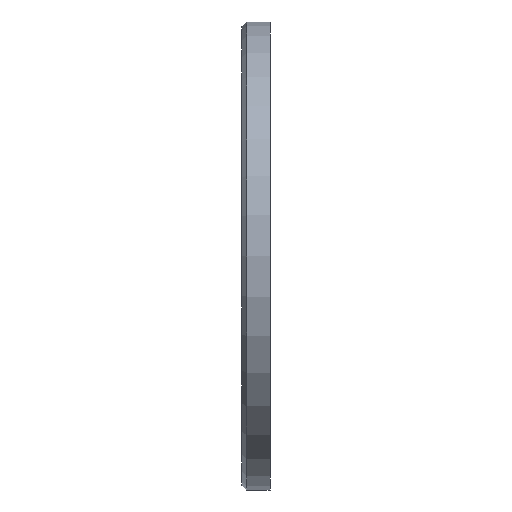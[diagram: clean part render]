
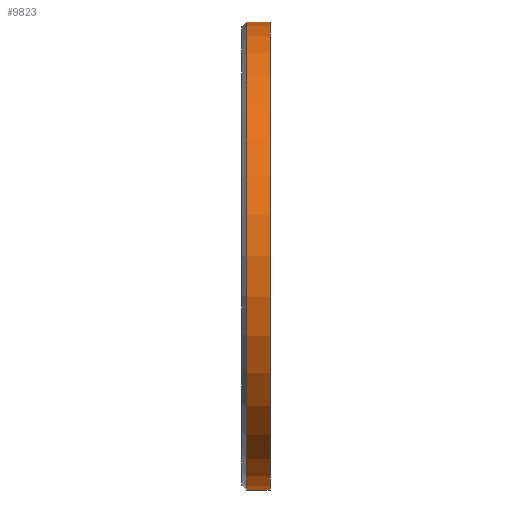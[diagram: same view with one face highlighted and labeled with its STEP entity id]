
A CAD part, left-side view. The second image highlights one B-rep face of the part: STEP entity #9823.
In plain terms, the highlighted cylindrical face has radius 50 mm (diameter 100 mm), a partial arc.
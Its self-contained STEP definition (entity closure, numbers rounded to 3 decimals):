
#54 = CARTESIAN_POINT ( 'NONE',  ( 0., 0., 50. ) ) ;
#102 = VERTEX_POINT ( 'NONE', #3927 ) ;
#571 = VERTEX_POINT ( 'NONE', #8423 ) ;
#1228 = AXIS2_PLACEMENT_3D ( 'NONE', #12401, #5786, #3621 ) ;
#1276 = AXIS2_PLACEMENT_3D ( 'NONE', #9150, #4874, #1506 ) ;
#1447 = VERTEX_POINT ( 'NONE', #14139 ) ;
#1505 = FACE_OUTER_BOUND ( 'NONE', #14314, .T. ) ;
#1506 = DIRECTION ( 'NONE',  ( 0., 0., 1. ) ) ;
#2604 = DIRECTION ( 'NONE',  ( 0., -1., 0. ) ) ;
#3210 = EDGE_CURVE ( 'NONE', #571, #3782, #11813, .T. ) ;
#3507 = ORIENTED_EDGE ( 'NONE', *, *, #3210, .F. ) ;
#3621 = DIRECTION ( 'NONE',  ( 0., 0., 1. ) ) ;
#3782 = VERTEX_POINT ( 'NONE', #54 ) ;
#3878 = LINE ( 'NONE', #4395, #12734 ) ;
#3927 = CARTESIAN_POINT ( 'NONE',  ( 0., 0., -50. ) ) ;
#4395 = CARTESIAN_POINT ( 'NONE',  ( 0., 6., -50. ) ) ;
#4874 = DIRECTION ( 'NONE',  ( 0., -1., 0. ) ) ;
#5786 = DIRECTION ( 'NONE',  ( 0., 1., 0. ) ) ;
#7444 = EDGE_CURVE ( 'NONE', #1447, #102, #3878, .T. ) ;
#8423 = CARTESIAN_POINT ( 'NONE',  ( 0., 5., 50. ) ) ;
#8682 = AXIS2_PLACEMENT_3D ( 'NONE', #11386, #2604, #9215 ) ;
#8821 = CYLINDRICAL_SURFACE ( 'NONE', #8682, 50. ) ;
#9150 = CARTESIAN_POINT ( 'NONE',  ( 0., 5., 0. ) ) ;
#9172 = EDGE_CURVE ( 'NONE', #102, #3782, #10701, .T. ) ;
#9215 = DIRECTION ( 'NONE',  ( 0., 0., -1. ) ) ;
#9823 = ADVANCED_FACE ( 'NONE', ( #1505 ), #8821, .T. ) ;
#9924 = ORIENTED_EDGE ( 'NONE', *, *, #11580, .T. ) ;
#9929 = CARTESIAN_POINT ( 'NONE',  ( 0., 6., 50. ) ) ;
#9940 = VECTOR ( 'NONE', #11078, 1000. ) ;
#10701 = CIRCLE ( 'NONE', #1228, 50. ) ;
#10731 = ORIENTED_EDGE ( 'NONE', *, *, #7444, .T. ) ;
#11078 = DIRECTION ( 'NONE',  ( 0., -1., 0. ) ) ;
#11386 = CARTESIAN_POINT ( 'NONE',  ( 0., 6., 0. ) ) ;
#11574 = CIRCLE ( 'NONE', #1276, 50. ) ;
#11580 = EDGE_CURVE ( 'NONE', #571, #1447, #11574, .T. ) ;
#11813 = LINE ( 'NONE', #9929, #9940 ) ;
#12401 = CARTESIAN_POINT ( 'NONE',  ( 0., 0., 0. ) ) ;
#12734 = VECTOR ( 'NONE', #13412, 1000. ) ;
#13412 = DIRECTION ( 'NONE',  ( 0., -1., 0. ) ) ;
#13466 = ORIENTED_EDGE ( 'NONE', *, *, #9172, .T. ) ;
#14139 = CARTESIAN_POINT ( 'NONE',  ( 0., 5., -50. ) ) ;
#14314 = EDGE_LOOP ( 'NONE', ( #3507, #9924, #10731, #13466 ) ) ;
